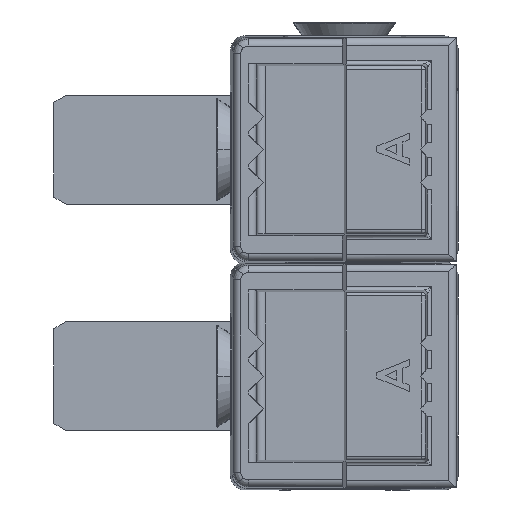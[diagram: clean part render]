
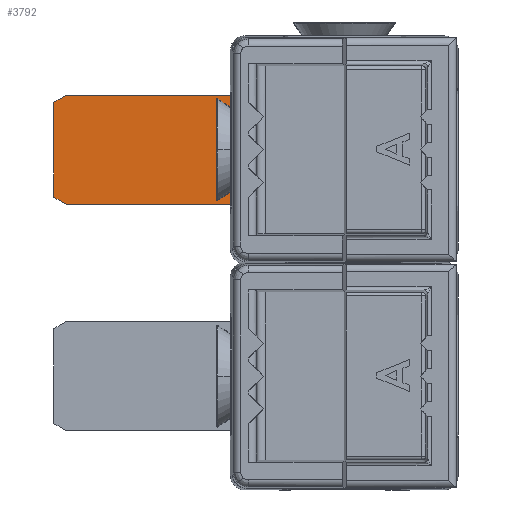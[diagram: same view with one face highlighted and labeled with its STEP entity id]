
A CAD part, left-side view. The second image highlights one B-rep face of the part: STEP entity #3792.
In plain terms, the highlighted planar face has unit normal (-1, 0, 0).
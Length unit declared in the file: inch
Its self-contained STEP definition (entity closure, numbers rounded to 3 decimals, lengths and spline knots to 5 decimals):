
#129 = DIRECTION ( 'NONE',  ( 0., 0., -1. ) ) ;
#1590 = DIRECTION ( 'NONE',  ( 0., 1., 0. ) ) ;
#1600 = VECTOR ( 'NONE', #22193, 39.37008 ) ;
#1656 = VERTEX_POINT ( 'NONE', #7967 ) ;
#1760 = CARTESIAN_POINT ( 'NONE',  ( -0.083, -0.01122, 0.16 ) ) ;
#2137 = VERTEX_POINT ( 'NONE', #33734 ) ;
#3116 = ORIENTED_EDGE ( 'NONE', *, *, #17255, .F. ) ;
#3792 = ADVANCED_FACE ( 'NONE', ( #8899 ), #21732, .F. ) ;
#4760 = LINE ( 'NONE', #14549, #37206 ) ;
#5808 = CARTESIAN_POINT ( 'NONE',  ( -0.083, 0.39078, 0.16 ) ) ;
#6912 = LINE ( 'NONE', #38469, #1600 ) ;
#7202 = CARTESIAN_POINT ( 'NONE',  ( -0.083, 0.39078, 0.17 ) ) ;
#7967 = CARTESIAN_POINT ( 'NONE',  ( -0.083, 0.37346, 0.31 ) ) ;
#8899 = FACE_OUTER_BOUND ( 'NONE', #18760, .T. ) ;
#9237 = VECTOR ( 'NONE', #1590, 39.37008 ) ;
#9410 = DIRECTION ( 'NONE',  ( 0., 1., 0. ) ) ;
#9516 = CARTESIAN_POINT ( 'NONE',  ( -0.083, -0.01122, 0.31 ) ) ;
#10004 = CARTESIAN_POINT ( 'NONE',  ( -0.083, -0.05625, 0.16 ) ) ;
#10352 = LINE ( 'NONE', #38485, #33536 ) ;
#10584 = ORIENTED_EDGE ( 'NONE', *, *, #28446, .T. ) ;
#13616 = ORIENTED_EDGE ( 'NONE', *, *, #20847, .F. ) ;
#14549 = CARTESIAN_POINT ( 'NONE',  ( -0.083, 0.37346, 0.16 ) ) ;
#17088 = AXIS2_PLACEMENT_3D ( 'NONE', #5808, #37024, #129 ) ;
#17206 = DIRECTION ( 'NONE',  ( 0., 0.866, 0.5 ) ) ;
#17255 = EDGE_CURVE ( 'NONE', #17986, #1656, #6912, .T. ) ;
#17986 = VERTEX_POINT ( 'NONE', #24101 ) ;
#18760 = EDGE_LOOP ( 'NONE', ( #3116, #35349, #13616, #35090, #36573, #10584 ) ) ;
#20847 = EDGE_CURVE ( 'NONE', #29530, #38217, #4760, .T. ) ;
#21732 = PLANE ( 'NONE',  #17088 ) ;
#22193 = DIRECTION ( 'NONE',  ( 0., -0.866, 0.5 ) ) ;
#23202 = CARTESIAN_POINT ( 'NONE',  ( -0.083, -0.05625, 0.31 ) ) ;
#24101 = CARTESIAN_POINT ( 'NONE',  ( -0.083, 0.39078, 0.3 ) ) ;
#25136 = LINE ( 'NONE', #10004, #33318 ) ;
#25934 = EDGE_CURVE ( 'NONE', #32149, #2137, #32957, .T. ) ;
#26066 = LINE ( 'NONE', #23202, #9237 ) ;
#27586 = CARTESIAN_POINT ( 'NONE',  ( -0.083, 0.37346, 0.16 ) ) ;
#28446 = EDGE_CURVE ( 'NONE', #32149, #1656, #26066, .T. ) ;
#29530 = VERTEX_POINT ( 'NONE', #27586 ) ;
#31817 = VECTOR ( 'NONE', #38836, 39.37008 ) ;
#32149 = VERTEX_POINT ( 'NONE', #9516 ) ;
#32957 = LINE ( 'NONE', #1760, #31817 ) ;
#33318 = VECTOR ( 'NONE', #9410, 39.37008 ) ;
#33536 = VECTOR ( 'NONE', #38884, 39.37008 ) ;
#33734 = CARTESIAN_POINT ( 'NONE',  ( -0.083, -0.01122, 0.16 ) ) ;
#35090 = ORIENTED_EDGE ( 'NONE', *, *, #36183, .F. ) ;
#35349 = ORIENTED_EDGE ( 'NONE', *, *, #39709, .F. ) ;
#36183 = EDGE_CURVE ( 'NONE', #2137, #29530, #25136, .T. ) ;
#36573 = ORIENTED_EDGE ( 'NONE', *, *, #25934, .F. ) ;
#37024 = DIRECTION ( 'NONE',  ( 1., 0., 0. ) ) ;
#37206 = VECTOR ( 'NONE', #17206, 39.37008 ) ;
#38217 = VERTEX_POINT ( 'NONE', #7202 ) ;
#38469 = CARTESIAN_POINT ( 'NONE',  ( -0.083, 0.39078, 0.3 ) ) ;
#38485 = CARTESIAN_POINT ( 'NONE',  ( -0.083, 0.39078, 0.16 ) ) ;
#38836 = DIRECTION ( 'NONE',  ( 0., 0., -1. ) ) ;
#38884 = DIRECTION ( 'NONE',  ( 0., 0., 1. ) ) ;
#39709 = EDGE_CURVE ( 'NONE', #38217, #17986, #10352, .T. ) ;
